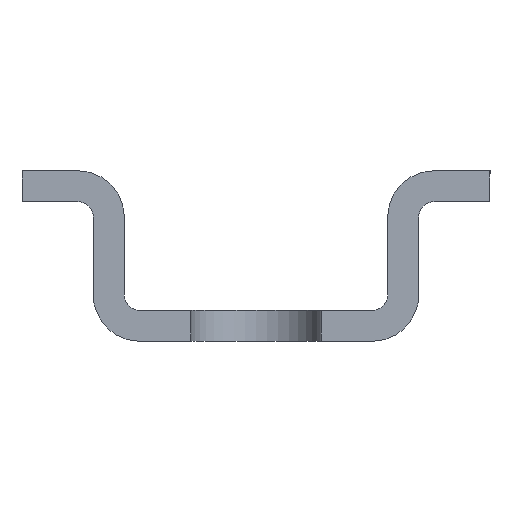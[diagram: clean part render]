
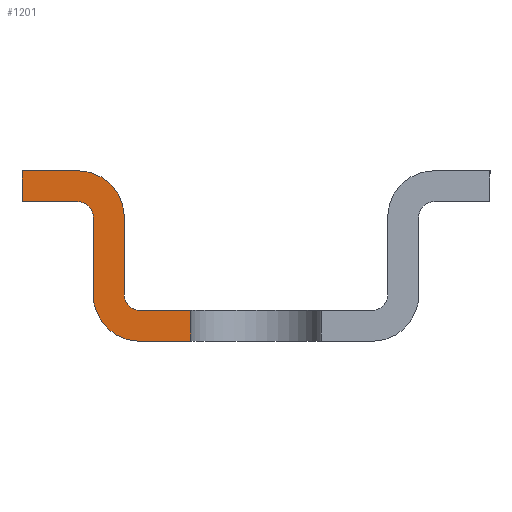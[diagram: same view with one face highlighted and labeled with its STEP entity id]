
A CAD part, left-side view. The second image highlights one B-rep face of the part: STEP entity #1201.
In plain terms, the highlighted planar face has unit normal (-1, 0, 0).
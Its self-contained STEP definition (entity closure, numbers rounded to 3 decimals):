
#57=FACE_OUTER_BOUND('',#119,.T.);
#119=EDGE_LOOP('',(#805,#806,#807,#808,#809,#810,#811,#812,#813,#814,#815,
#816));
#197=LINE('',#1761,#325);
#198=LINE('',#1763,#326);
#199=LINE('',#1765,#327);
#200=LINE('',#1769,#328);
#201=LINE('',#1773,#329);
#202=LINE('',#1775,#330);
#203=LINE('',#1777,#331);
#204=LINE('',#1780,#332);
#325=VECTOR('',#1403,10.);
#326=VECTOR('',#1404,10.);
#327=VECTOR('',#1405,10.);
#328=VECTOR('',#1408,10.);
#329=VECTOR('',#1411,10.);
#330=VECTOR('',#1412,10.);
#331=VECTOR('',#1413,10.);
#332=VECTOR('',#1416,10.);
#453=CIRCLE('',#1284,1.5);
#454=CIRCLE('',#1285,0.5);
#455=CIRCLE('',#1286,1.5);
#456=CIRCLE('',#1287,0.5);
#505=VERTEX_POINT('',#1757);
#506=VERTEX_POINT('',#1758);
#507=VERTEX_POINT('',#1760);
#508=VERTEX_POINT('',#1762);
#509=VERTEX_POINT('',#1764);
#510=VERTEX_POINT('',#1766);
#511=VERTEX_POINT('',#1768);
#512=VERTEX_POINT('',#1770);
#513=VERTEX_POINT('',#1772);
#514=VERTEX_POINT('',#1774);
#515=VERTEX_POINT('',#1776);
#516=VERTEX_POINT('',#1778);
#625=EDGE_CURVE('',#505,#506,#453,.T.);
#626=EDGE_CURVE('',#507,#505,#197,.T.);
#627=EDGE_CURVE('',#508,#507,#198,.T.);
#628=EDGE_CURVE('',#509,#508,#199,.T.);
#629=EDGE_CURVE('',#510,#509,#454,.T.);
#630=EDGE_CURVE('',#511,#510,#200,.T.);
#631=EDGE_CURVE('',#512,#511,#455,.T.);
#632=EDGE_CURVE('',#513,#512,#201,.T.);
#633=EDGE_CURVE('',#514,#513,#202,.T.);
#634=EDGE_CURVE('',#515,#514,#203,.T.);
#635=EDGE_CURVE('',#516,#515,#456,.T.);
#636=EDGE_CURVE('',#506,#516,#204,.T.);
#805=ORIENTED_EDGE('',*,*,#625,.F.);
#806=ORIENTED_EDGE('',*,*,#626,.F.);
#807=ORIENTED_EDGE('',*,*,#627,.F.);
#808=ORIENTED_EDGE('',*,*,#628,.F.);
#809=ORIENTED_EDGE('',*,*,#629,.F.);
#810=ORIENTED_EDGE('',*,*,#630,.F.);
#811=ORIENTED_EDGE('',*,*,#631,.F.);
#812=ORIENTED_EDGE('',*,*,#632,.F.);
#813=ORIENTED_EDGE('',*,*,#633,.F.);
#814=ORIENTED_EDGE('',*,*,#634,.F.);
#815=ORIENTED_EDGE('',*,*,#635,.F.);
#816=ORIENTED_EDGE('',*,*,#636,.F.);
#1165=PLANE('',#1283);
#1201=ADVANCED_FACE('',(#57),#1165,.F.);
#1283=AXIS2_PLACEMENT_3D('',#1756,#1399,#1400);
#1284=AXIS2_PLACEMENT_3D('',#1759,#1401,#1402);
#1285=AXIS2_PLACEMENT_3D('',#1767,#1406,#1407);
#1286=AXIS2_PLACEMENT_3D('',#1771,#1409,#1410);
#1287=AXIS2_PLACEMENT_3D('',#1779,#1414,#1415);
#1399=DIRECTION('center_axis',(1.,0.,0.));
#1400=DIRECTION('ref_axis',(0.,-1.,0.));
#1401=DIRECTION('center_axis',(1.,0.,0.));
#1402=DIRECTION('ref_axis',(0.,0.,1.));
#1403=DIRECTION('',(0.,-1.,0.));
#1404=DIRECTION('',(0.,0.,1.));
#1405=DIRECTION('',(0.,1.,0.));
#1406=DIRECTION('center_axis',(-1.,0.,0.));
#1407=DIRECTION('ref_axis',(0.,0.,-1.));
#1408=DIRECTION('',(0.,0.,1.));
#1409=DIRECTION('center_axis',(1.,0.,0.));
#1410=DIRECTION('ref_axis',(0.,0.,-1.));
#1411=DIRECTION('',(0.,1.,0.));
#1412=DIRECTION('',(0.,0.,-1.));
#1413=DIRECTION('',(0.,-1.,0.));
#1414=DIRECTION('center_axis',(-1.,0.,0.));
#1415=DIRECTION('ref_axis',(0.,0.,1.));
#1416=DIRECTION('',(0.,0.,-1.));
#1756=CARTESIAN_POINT('Origin',(411.,109.357,5.5));
#1757=CARTESIAN_POINT('',(411.,5.75,5.5));
#1758=CARTESIAN_POINT('',(411.,4.25,4.));
#1759=CARTESIAN_POINT('Origin',(411.,5.75,4.));
#1760=CARTESIAN_POINT('',(411.,7.55,5.5));
#1761=CARTESIAN_POINT('',(411.,57.554,5.5));
#1762=CARTESIAN_POINT('',(411.,7.55,4.5));
#1763=CARTESIAN_POINT('',(411.,7.55,5.5));
#1764=CARTESIAN_POINT('',(411.,5.75,4.5));
#1765=CARTESIAN_POINT('',(411.,58.454,4.5));
#1766=CARTESIAN_POINT('',(411.,5.25,4.));
#1767=CARTESIAN_POINT('Origin',(411.,5.75,4.));
#1768=CARTESIAN_POINT('',(411.,5.25,1.5));
#1769=CARTESIAN_POINT('',(411.,5.25,4.75));
#1770=CARTESIAN_POINT('',(411.,3.75,0.));
#1771=CARTESIAN_POINT('Origin',(411.,3.75,1.5));
#1772=CARTESIAN_POINT('',(411.,2.1,0.));
#1773=CARTESIAN_POINT('',(411.,56.554,0.));
#1774=CARTESIAN_POINT('',(411.,2.1,1.));
#1775=CARTESIAN_POINT('',(411.,2.1,2.75));
#1776=CARTESIAN_POINT('',(411.,3.75,1.));
#1777=CARTESIAN_POINT('',(411.,52.804,1.));
#1778=CARTESIAN_POINT('',(411.,4.25,1.5));
#1779=CARTESIAN_POINT('Origin',(411.,3.75,1.5));
#1780=CARTESIAN_POINT('',(411.,4.25,3.5));
